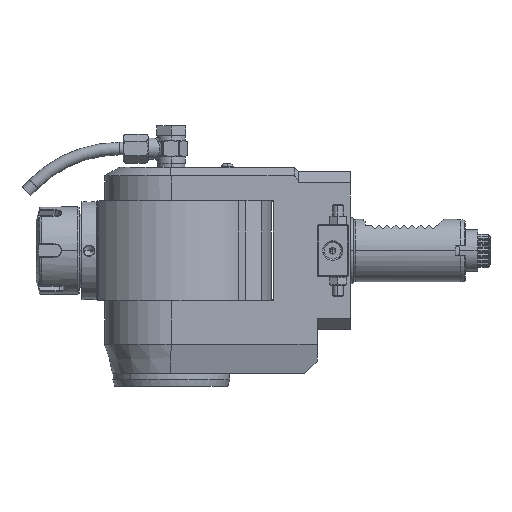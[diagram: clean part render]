
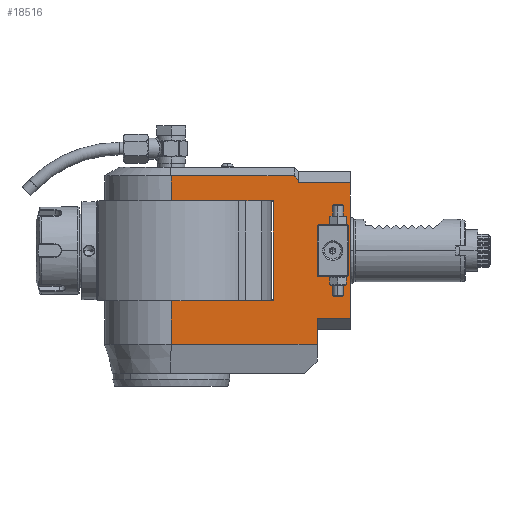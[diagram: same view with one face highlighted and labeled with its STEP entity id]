
A CAD part, left-side view. The second image highlights one B-rep face of the part: STEP entity #18516.
In plain terms, the highlighted planar face has unit normal (-1, 0, 0).
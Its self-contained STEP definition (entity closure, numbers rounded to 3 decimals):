
#3647=DIRECTION('',(0.,0.,-1.));
#3648=VECTOR('',#3647,65.03);
#3649=CARTESIAN_POINT('',(-32.,-86.,32.515));
#3650=LINE('',#3649,#3648);
#3827=DIRECTION('',(0.,1.,0.));
#3828=VECTOR('',#3827,0.433);
#3829=CARTESIAN_POINT('',(-32.,-59.433,35.459));
#3830=LINE('',#3829,#3828);
#3831=DIRECTION('',(0.,0.655,0.756));
#3832=VECTOR('',#3831,2.394);
#3833=CARTESIAN_POINT('',(-32.,-61.,33.649));
#3834=LINE('',#3833,#3832);
#3835=DIRECTION('',(0.,-1.,0.));
#3836=VECTOR('',#3835,25.);
#3837=CARTESIAN_POINT('',(-32.,-61.,32.515));
#3838=LINE('',#3837,#3836);
#3839=DIRECTION('',(0.,-1.,0.));
#3840=VECTOR('',#3839,16.);
#3841=CARTESIAN_POINT('',(-32.,-70.,-32.515));
#3842=LINE('',#3841,#3840);
#3843=DIRECTION('',(0.,1.,0.));
#3844=VECTOR('',#3843,23.368);
#3845=CARTESIAN_POINT('',(-32.,-49.,24.));
#3846=LINE('',#3845,#3844);
#3847=DIRECTION('',(0.,0.,1.));
#3848=VECTOR('',#3847,24.);
#3849=CARTESIAN_POINT('',(-32.,-85.,-12.));
#3850=LINE('',#3849,#3848);
#3851=DIRECTION('',(0.,-0.707,-0.707));
#3852=VECTOR('',#3851,0.707);
#3853=CARTESIAN_POINT('',(-32.,-84.5,12.5));
#3854=LINE('',#3853,#3852);
#3855=DIRECTION('',(0.,1.,0.));
#3856=VECTOR('',#3855,14.);
#3857=CARTESIAN_POINT('',(-32.,-84.5,12.5));
#3858=LINE('',#3857,#3856);
#3859=DIRECTION('',(0.,-0.707,0.707));
#3860=VECTOR('',#3859,0.707);
#3861=CARTESIAN_POINT('',(-32.,-70.,12.));
#3862=LINE('',#3861,#3860);
#3863=DIRECTION('',(0.,0.,-1.));
#3864=VECTOR('',#3863,24.);
#3865=CARTESIAN_POINT('',(-32.,-70.,12.));
#3866=LINE('',#3865,#3864);
#3867=DIRECTION('',(0.,0.707,0.707));
#3868=VECTOR('',#3867,0.707);
#3869=CARTESIAN_POINT('',(-32.,-70.5,-12.5));
#3870=LINE('',#3869,#3868);
#3871=DIRECTION('',(0.,-1.,0.));
#3872=VECTOR('',#3871,14.);
#3873=CARTESIAN_POINT('',(-32.,-70.5,-12.5));
#3874=LINE('',#3873,#3872);
#3875=DIRECTION('',(0.,0.707,-0.707));
#3876=VECTOR('',#3875,0.707);
#3877=CARTESIAN_POINT('',(-32.,-85.,-12.));
#3878=LINE('',#3877,#3876);
#3883=DIRECTION('',(0.,0.,-1.));
#3884=VECTOR('',#3883,11.959);
#3885=CARTESIAN_POINT('',(-32.,0.,35.959));
#3886=LINE('',#3885,#3884);
#3995=DIRECTION('',(0.,1.,0.));
#3996=VECTOR('',#3995,59.);
#3997=CARTESIAN_POINT('',(-32.,-59.,35.959));
#3998=LINE('',#3997,#3996);
#4025=DIRECTION('',(0.,0.,1.));
#4026=VECTOR('',#4025,0.5);
#4027=CARTESIAN_POINT('',(-32.,-59.,35.459));
#4028=LINE('',#4027,#4026);
#4069=DIRECTION('',(0.,0.,1.));
#4070=VECTOR('',#4069,1.134);
#4071=CARTESIAN_POINT('',(-32.,-61.,32.515));
#4072=LINE('',#4071,#4070);
#7638=DIRECTION('',(0.,-1.,0.));
#7639=VECTOR('',#7638,25.632);
#7640=CARTESIAN_POINT('',(-32.,0.,24.));
#7641=LINE('',#7640,#7639);
#7672=DIRECTION('',(0.,1.,0.));
#7673=VECTOR('',#7672,23.368);
#7674=CARTESIAN_POINT('',(-32.,-49.,-24.));
#7675=LINE('',#7674,#7673);
#7712=DIRECTION('',(0.,0.,-1.));
#7713=VECTOR('',#7712,48.);
#7714=CARTESIAN_POINT('',(-32.,-49.,24.));
#7715=LINE('',#7714,#7713);
#8308=DIRECTION('',(0.,1.,0.));
#8309=VECTOR('',#8308,25.632);
#8310=CARTESIAN_POINT('',(-32.,-25.632,-24.));
#8311=LINE('',#8310,#8309);
#8321=DIRECTION('',(0.,0.,-1.));
#8322=VECTOR('',#8321,21.);
#8323=CARTESIAN_POINT('',(-32.,0.,-24.));
#8324=LINE('',#8323,#8322);
#8335=DIRECTION('',(0.,-1.,0.));
#8336=VECTOR('',#8335,70.);
#8337=CARTESIAN_POINT('',(-32.,0.,
-45.));
#8338=LINE('',#8337,#8336);
#8361=DIRECTION('',(0.,0.,1.));
#8362=VECTOR('',#8361,12.485);
#8363=CARTESIAN_POINT('',(-32.,-70.,-45.));
#8364=LINE('',#8363,#8362);
#14634=CARTESIAN_POINT('',(-32.,-61.,33.649));
#14635=CARTESIAN_POINT('',(-32.,-59.433,35.459));
#14636=VERTEX_POINT('',#14634);
#14637=VERTEX_POINT('',#14635);
#15280=CARTESIAN_POINT('',(-32.,-85.,-12.));
#15281=CARTESIAN_POINT('',(-32.,-85.,12.));
#15282=VERTEX_POINT('',#15280);
#15283=VERTEX_POINT('',#15281);
#15284=CARTESIAN_POINT('',(-32.,-84.5,12.5));
#15285=CARTESIAN_POINT('',(-32.,-70.5,12.5));
#15286=VERTEX_POINT('',#15284);
#15287=VERTEX_POINT('',#15285);
#15288=CARTESIAN_POINT('',(-32.,-70.,12.));
#15289=CARTESIAN_POINT('',(-32.,-70.,-12.));
#15290=VERTEX_POINT('',#15288);
#15291=VERTEX_POINT('',#15289);
#15292=CARTESIAN_POINT('',(-32.,-70.5,-12.5));
#15293=CARTESIAN_POINT('',(-32.,-84.5,-12.5));
#15294=VERTEX_POINT('',#15292);
#15295=VERTEX_POINT('',#15293);
#15850=CARTESIAN_POINT('',(-32.,-86.,32.515));
#15852=VERTEX_POINT('',#15850);
#15857=CARTESIAN_POINT('',(-32.,-49.,24.));
#15858=CARTESIAN_POINT('',(-32.,-49.,-24.));
#15859=VERTEX_POINT('',#15857);
#15860=VERTEX_POINT('',#15858);
#15873=CARTESIAN_POINT('',(-32.,-25.632,-24.));
#15874=VERTEX_POINT('',#15873);
#15877=CARTESIAN_POINT('',(-32.,-25.632,24.));
#15878=VERTEX_POINT('',#15877);
#15889=CARTESIAN_POINT('',(-32.,-70.,-45.));
#15891=VERTEX_POINT('',#15889);
#15901=CARTESIAN_POINT('',(-32.,-86.,-32.515));
#15902=VERTEX_POINT('',#15901);
#15905=CARTESIAN_POINT('',(-32.,-59.,35.959));
#15906=CARTESIAN_POINT('',(-32.,0.,35.959));
#15907=VERTEX_POINT('',#15905);
#15908=VERTEX_POINT('',#15906);
#15919=CARTESIAN_POINT('',(-32.,-70.,-32.515));
#15920=VERTEX_POINT('',#15919);
#15926=CARTESIAN_POINT('',(-32.,0.,-45.));
#15928=VERTEX_POINT('',#15926);
#15973=CARTESIAN_POINT('',(-32.,-59.,35.459));
#15975=VERTEX_POINT('',#15973);
#16219=CARTESIAN_POINT('',(-32.,-61.,32.515));
#16220=VERTEX_POINT('',#16219);
#16227=CARTESIAN_POINT('',(-32.,0.,-24.));
#16228=VERTEX_POINT('',#16227);
#16230=CARTESIAN_POINT('',(-32.,0.,24.));
#16232=VERTEX_POINT('',#16230);
#18458=CARTESIAN_POINT('',(-32.,0.,-59.));
#18459=DIRECTION('',(-1.,0.,0.));
#18460=DIRECTION('',(0.,-1.,0.));
#18461=AXIS2_PLACEMENT_3D('',#18458,#18459,#18460);
#18462=PLANE('',#18461);
#18464=ORIENTED_EDGE('',*,*,#18463,.F.);
#18466=ORIENTED_EDGE('',*,*,#18465,.F.);
#18468=ORIENTED_EDGE('',*,*,#18467,.F.);
#18470=ORIENTED_EDGE('',*,*,#18469,.F.);
#18472=ORIENTED_EDGE('',*,*,#18471,.F.);
#18474=ORIENTED_EDGE('',*,*,#18473,.F.);
#18476=ORIENTED_EDGE('',*,*,#18475,.T.);
#18477=ORIENTED_EDGE('',*,*,#18428,.T.);
#18479=ORIENTED_EDGE('',*,*,#18478,.F.);
#18481=ORIENTED_EDGE('',*,*,#18480,.F.);
#18483=ORIENTED_EDGE('',*,*,#18482,.F.);
#18485=ORIENTED_EDGE('',*,*,#18484,.F.);
#18487=ORIENTED_EDGE('',*,*,#18486,.F.);
#18489=ORIENTED_EDGE('',*,*,#18488,.F.);
#18491=ORIENTED_EDGE('',*,*,#18490,.F.);
#18493=ORIENTED_EDGE('',*,*,#18492,.T.);
#18495=ORIENTED_EDGE('',*,*,#18494,.F.);
#18496=EDGE_LOOP('',(#18464,#18466,#18468,#18470,#18472,#18474,#18476,#18477,
#18479,#18481,#18483,#18485,#18487,#18489,#18491,#18493,#18495));
#18497=FACE_OUTER_BOUND('',#18496,.F.);
#18499=ORIENTED_EDGE('',*,*,#18498,.T.);
#18501=ORIENTED_EDGE('',*,*,#18500,.F.);
#18503=ORIENTED_EDGE('',*,*,#18502,.T.);
#18505=ORIENTED_EDGE('',*,*,#18504,.F.);
#18507=ORIENTED_EDGE('',*,*,#18506,.T.);
#18509=ORIENTED_EDGE('',*,*,#18508,.F.);
#18511=ORIENTED_EDGE('',*,*,#18510,.T.);
#18513=ORIENTED_EDGE('',*,*,#18512,.F.);
#18514=EDGE_LOOP('',(#18499,#18501,#18503,#18505,#18507,#18509,#18511,#18513));
#18515=FACE_BOUND('',#18514,.F.);
#18428=EDGE_CURVE('',#15852,#15902,#3650,.T.);
#18463=EDGE_CURVE('',#15908,#16232,#3886,.T.);
#18465=EDGE_CURVE('',#15907,#15908,#3998,.T.);
#18467=EDGE_CURVE('',#15975,#15907,#4028,.T.);
#18469=EDGE_CURVE('',#14637,#15975,#3830,.T.);
#18471=EDGE_CURVE('',#14636,#14637,#3834,.T.);
#18473=EDGE_CURVE('',#16220,#14636,#4072,.T.);
#18475=EDGE_CURVE('',#16220,#15852,#3838,.T.);
#18478=EDGE_CURVE('',#15920,#15902,#3842,.T.);
#18480=EDGE_CURVE('',#15891,#15920,#8364,.T.);
#18482=EDGE_CURVE('',#15928,#15891,#8338,.T.);
#18484=EDGE_CURVE('',#16228,#15928,#8324,.T.);
#18486=EDGE_CURVE('',#15874,#16228,#8311,.T.);
#18488=EDGE_CURVE('',#15860,#15874,#7675,.T.);
#18490=EDGE_CURVE('',#15859,#15860,#7715,.T.);
#18492=EDGE_CURVE('',#15859,#15878,#3846,.T.);
#18494=EDGE_CURVE('',#16232,#15878,#7641,.T.);
#18498=EDGE_CURVE('',#15282,#15283,#3850,.T.);
#18500=EDGE_CURVE('',#15286,#15283,#3854,.T.);
#18502=EDGE_CURVE('',#15286,#15287,#3858,.T.);
#18504=EDGE_CURVE('',#15290,#15287,#3862,.T.);
#18506=EDGE_CURVE('',#15290,#15291,#3866,.T.);
#18508=EDGE_CURVE('',#15294,#15291,#3870,.T.);
#18510=EDGE_CURVE('',#15294,#15295,#3874,.T.);
#18512=EDGE_CURVE('',#15282,#15295,#3878,.T.);
#18516=ADVANCED_FACE('',(#18497,#18515),#18462,.T.);
